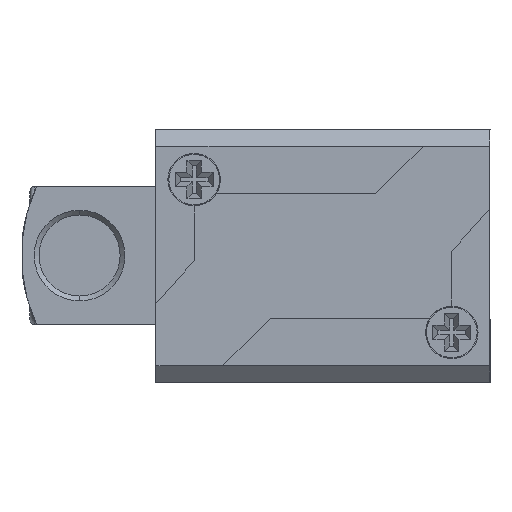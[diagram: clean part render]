
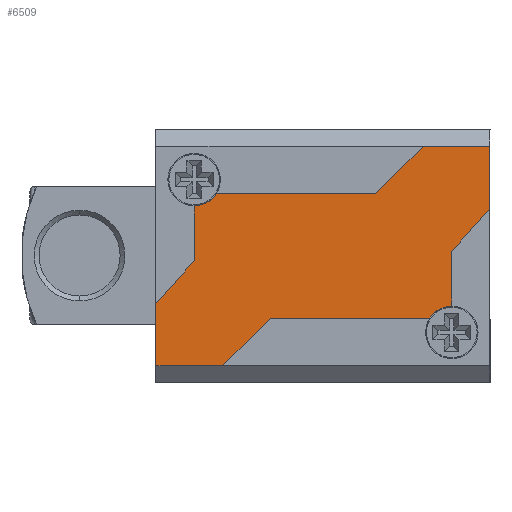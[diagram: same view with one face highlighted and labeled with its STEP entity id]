
A CAD part, left-side view. The second image highlights one B-rep face of the part: STEP entity #6509.
In plain terms, the highlighted face is planar.
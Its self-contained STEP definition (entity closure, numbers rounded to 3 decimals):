
#1291 = CARTESIAN_POINT ( 'NONE',  ( 8., 13.5, 4. ) ) ;
#1292 = DIRECTION ( 'NONE',  ( 0., 0., 1. ) ) ;
#1294 = DIRECTION ( 'NONE',  ( 1., 0., 0. ) ) ;
#1451 = CARTESIAN_POINT ( 'NONE',  ( 11.5, -17.5, 4. ) ) ;
#1453 = DIRECTION ( 'NONE',  ( 0., 1., 0. ) ) ;
#1688 = CARTESIAN_POINT ( 'NONE',  ( -8., -13.5, 4. ) ) ;
#1690 = DIRECTION ( 'NONE',  ( 0., 0., 1. ) ) ;
#1692 = DIRECTION ( 'NONE',  ( 1., 0., 0. ) ) ;
#1694 = CARTESIAN_POINT ( 'NONE',  ( -5., 17.5, 4. ) ) ;
#1696 = DIRECTION ( 'NONE',  ( -0.747, 0.664, 0. ) ) ;
#1703 = CARTESIAN_POINT ( 'NONE',  ( 6.5, 13.5, 4. ) ) ;
#1705 = DIRECTION ( 'NONE',  ( 0., 1., 0. ) ) ;
#1708 = CARTESIAN_POINT ( 'NONE',  ( -0.5, 13.5, 4. ) ) ;
#1710 = DIRECTION ( 'NONE',  ( -1., 0., 0. ) ) ;
#1712 = CARTESIAN_POINT ( 'NONE',  ( 6.5, -5.5, 4. ) ) ;
#1714 = DIRECTION ( 'NONE',  ( -0.707, 0.707, 0. ) ) ;
#1717 = CARTESIAN_POINT ( 'NONE',  ( 0.5, -13.5, 4. ) ) ;
#1719 = DIRECTION ( 'NONE',  ( 0.747, -0.664, 0. ) ) ;
#2129 = AXIS2_PLACEMENT_3D ( 'NONE', #1291, #1292, #1294 ) ;
#2151 = AXIS2_PLACEMENT_3D ( 'NONE', #1688, #1690, #1692 ) ;
#2166 = AXIS2_PLACEMENT_3D ( 'NONE', #5138, #5139, #5140 ) ;
#2592 = EDGE_CURVE ( 'NONE', #6168, #6003, #6963, .T. ) ;
#2637 = EDGE_CURVE ( 'NONE', #6107, #5940, #7040, .T. ) ;
#2686 = EDGE_CURVE ( 'NONE', #6023, #6196, #7130, .T. ) ;
#2687 = EDGE_CURVE ( 'NONE', #6119, #5937, #7129, .T. ) ;
#2689 = EDGE_CURVE ( 'NONE', #6105, #6003, #7134, .T. ) ;
#2690 = EDGE_CURVE ( 'NONE', #6168, #6119, #7136, .T. ) ;
#2691 = EDGE_CURVE ( 'NONE', #5940, #6105, #7138, .T. ) ;
#2692 = EDGE_CURVE ( 'NONE', #6066, #6195, #7140, .T. ) ;
#2716 = EDGE_CURVE ( 'NONE', #5937, #6057, #7188, .T. ) ;
#2728 = EDGE_CURVE ( 'NONE', #6052, #6048, #7211, .T. ) ;
#2730 = EDGE_CURVE ( 'NONE', #6048, #6196, #7215, .T. ) ;
#2731 = EDGE_CURVE ( 'NONE', #6023, #6066, #7217, .T. ) ;
#2737 = EDGE_CURVE ( 'NONE', #6057, #6052, #7229, .T. ) ;
#2739 = EDGE_CURVE ( 'NONE', #6195, #6107, #7233, .T. ) ;
#4608 = CARTESIAN_POINT ( 'NONE',  ( -5., 17.5, 4. ) ) ;
#4609 = DIRECTION ( 'NONE',  ( -1., 0., 0. ) ) ;
#4633 = CARTESIAN_POINT ( 'NONE',  ( -11.5, 10.5, 4. ) ) ;
#4634 = DIRECTION ( 'NONE',  ( 0.707, -0.707, 0. ) ) ;
#4637 = CARTESIAN_POINT ( 'NONE',  ( -6.5, -13.5, 4. ) ) ;
#4638 = DIRECTION ( 'NONE',  ( 0., -1., 0. ) ) ;
#4639 = CARTESIAN_POINT ( 'NONE',  ( -6.5, -13.5, 4. ) ) ;
#4640 = DIRECTION ( 'NONE',  ( 1., 0., 0. ) ) ;
#4651 = CARTESIAN_POINT ( 'NONE',  ( -11.5, 17.5, 4. ) ) ;
#4652 = DIRECTION ( 'NONE',  ( 0., -1., 0. ) ) ;
#4655 = CARTESIAN_POINT ( 'NONE',  ( 5., -17.5, 4. ) ) ;
#4656 = DIRECTION ( 'NONE',  ( 1., 0., 0. ) ) ;
#4761 = CARTESIAN_POINT ( 'NONE',  ( -5., 17.5, 4. ) ) ;
#4764 = CARTESIAN_POINT ( 'NONE',  ( 11.5, -10.5, 4. ) ) ;
#4827 = CARTESIAN_POINT ( 'NONE',  ( 6.5, 11.195, 4. ) ) ;
#4847 = CARTESIAN_POINT ( 'NONE',  ( -5.25, -13.5, 4. ) ) ;
#4872 = CARTESIAN_POINT ( 'NONE',  ( -6.5, 5.5, 4. ) ) ;
#4876 = CARTESIAN_POINT ( 'NONE',  ( -11.5, 10.5, 4. ) ) ;
#4881 = CARTESIAN_POINT ( 'NONE',  ( -11.5, 17.5, 4. ) ) ;
#4890 = CARTESIAN_POINT ( 'NONE',  ( 0.5, -13.5, 4. ) ) ;
#4925 = CARTESIAN_POINT ( 'NONE',  ( 6.5, -5.5, 4. ) ) ;
#4927 = CARTESIAN_POINT ( 'NONE',  ( 11.5, -17.5, 4. ) ) ;
#4939 = CARTESIAN_POINT ( 'NONE',  ( -0.5, 13.5, 4. ) ) ;
#4988 = CARTESIAN_POINT ( 'NONE',  ( 5.25, 13.5, 4. ) ) ;
#5012 = CARTESIAN_POINT ( 'NONE',  ( 5., -17.5, 4. ) ) ;
#5013 = CARTESIAN_POINT ( 'NONE',  ( -6.5, -11.195, 4. ) ) ;
#5137 = PLANE ( 'NONE',  #2166 ) ;
#5138 = CARTESIAN_POINT ( 'NONE',  ( -11.5, 17.5, 4. ) ) ;
#5139 = DIRECTION ( 'NONE',  ( 0., 0., 1. ) ) ;
#5140 = DIRECTION ( 'NONE',  ( 1., 0., 0. ) ) ;
#5493 = EDGE_LOOP ( 'NONE', ( #7465, #7466, #7467, #7468, #7469, #7470, #7471, #7472, #7473, #7474, #7475, #7476, #7477, #7478 ) ) ;
#5937 = VERTEX_POINT ( 'NONE', #4761 ) ;
#5940 = VERTEX_POINT ( 'NONE', #4764 ) ;
#6003 = VERTEX_POINT ( 'NONE', #4827 ) ;
#6023 = VERTEX_POINT ( 'NONE', #4847 ) ;
#6048 = VERTEX_POINT ( 'NONE', #4872 ) ;
#6052 = VERTEX_POINT ( 'NONE', #4876 ) ;
#6057 = VERTEX_POINT ( 'NONE', #4881 ) ;
#6066 = VERTEX_POINT ( 'NONE', #4890 ) ;
#6105 = VERTEX_POINT ( 'NONE', #4925 ) ;
#6107 = VERTEX_POINT ( 'NONE', #4927 ) ;
#6119 = VERTEX_POINT ( 'NONE', #4939 ) ;
#6168 = VERTEX_POINT ( 'NONE', #4988 ) ;
#6195 = VERTEX_POINT ( 'NONE', #5012 ) ;
#6196 = VERTEX_POINT ( 'NONE', #5013 ) ;
#6509 = ADVANCED_FACE ( 'NONE', ( #7290 ), #5137, .T. ) ;
#6963 = CIRCLE ( 'NONE', #2129, 2.75 ) ;
#7040 = LINE ( 'NONE', #1451, #7041 ) ;
#7041 = VECTOR ( 'NONE', #1453, 1000. ) ;
#7129 = LINE ( 'NONE', #1694, #7131 ) ;
#7130 = CIRCLE ( 'NONE', #2151, 2.75 ) ;
#7131 = VECTOR ( 'NONE', #1696, 1000. ) ;
#7134 = LINE ( 'NONE', #1703, #7135 ) ;
#7135 = VECTOR ( 'NONE', #1705, 1000. ) ;
#7136 = LINE ( 'NONE', #1708, #7137 ) ;
#7137 = VECTOR ( 'NONE', #1710, 1000. ) ;
#7138 = LINE ( 'NONE', #1712, #7139 ) ;
#7139 = VECTOR ( 'NONE', #1714, 1000. ) ;
#7140 = LINE ( 'NONE', #1717, #7141 ) ;
#7141 = VECTOR ( 'NONE', #1719, 1000. ) ;
#7188 = LINE ( 'NONE', #4608, #7189 ) ;
#7189 = VECTOR ( 'NONE', #4609, 1000. ) ;
#7211 = LINE ( 'NONE', #4633, #7212 ) ;
#7212 = VECTOR ( 'NONE', #4634, 1000. ) ;
#7215 = LINE ( 'NONE', #4637, #7216 ) ;
#7216 = VECTOR ( 'NONE', #4638, 1000. ) ;
#7217 = LINE ( 'NONE', #4639, #7218 ) ;
#7218 = VECTOR ( 'NONE', #4640, 1000. ) ;
#7229 = LINE ( 'NONE', #4651, #7230 ) ;
#7230 = VECTOR ( 'NONE', #4652, 1000. ) ;
#7233 = LINE ( 'NONE', #4655, #7234 ) ;
#7234 = VECTOR ( 'NONE', #4656, 1000. ) ;
#7290 = FACE_OUTER_BOUND ( 'NONE', #5493, .T. ) ;
#7465 = ORIENTED_EDGE ( 'NONE', *, *, #2686, .F. ) ;
#7466 = ORIENTED_EDGE ( 'NONE', *, *, #2731, .T. ) ;
#7467 = ORIENTED_EDGE ( 'NONE', *, *, #2692, .T. ) ;
#7468 = ORIENTED_EDGE ( 'NONE', *, *, #2739, .T. ) ;
#7469 = ORIENTED_EDGE ( 'NONE', *, *, #2637, .T. ) ;
#7470 = ORIENTED_EDGE ( 'NONE', *, *, #2691, .T. ) ;
#7471 = ORIENTED_EDGE ( 'NONE', *, *, #2689, .T. ) ;
#7472 = ORIENTED_EDGE ( 'NONE', *, *, #2592, .F. ) ;
#7473 = ORIENTED_EDGE ( 'NONE', *, *, #2690, .T. ) ;
#7474 = ORIENTED_EDGE ( 'NONE', *, *, #2687, .T. ) ;
#7475 = ORIENTED_EDGE ( 'NONE', *, *, #2716, .T. ) ;
#7476 = ORIENTED_EDGE ( 'NONE', *, *, #2737, .T. ) ;
#7477 = ORIENTED_EDGE ( 'NONE', *, *, #2728, .T. ) ;
#7478 = ORIENTED_EDGE ( 'NONE', *, *, #2730, .T. ) ;
